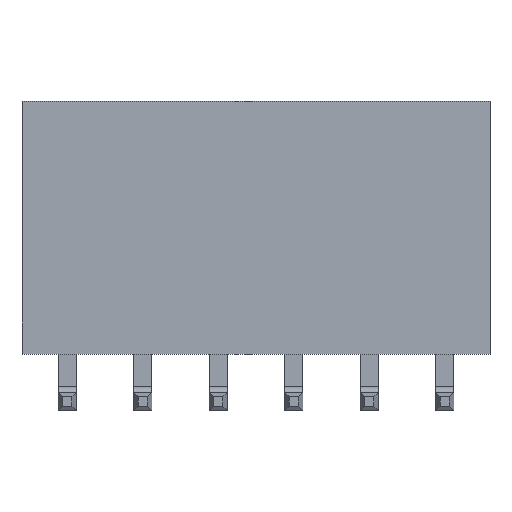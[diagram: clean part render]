
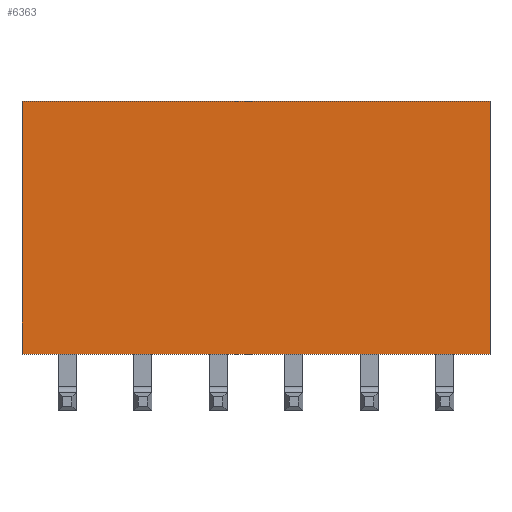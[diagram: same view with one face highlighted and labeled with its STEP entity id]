
A CAD part, top view. The second image highlights one B-rep face of the part: STEP entity #6363.
In plain terms, the highlighted planar face has unit normal (0, 0, 1).
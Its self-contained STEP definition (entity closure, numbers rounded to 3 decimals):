
#5019 = VERTEX_POINT('',#5020);
#5020 = CARTESIAN_POINT('',(15.748,8.509,1.27));
#5037 = VERTEX_POINT('',#5038);
#5038 = CARTESIAN_POINT('',(0.,8.509,1.27));
#5044 = EDGE_CURVE('',#5037,#5019,#5045,.T.);
#5045 = LINE('',#5046,#5047);
#5046 = CARTESIAN_POINT('',(0.,8.509,1.27));
#5047 = VECTOR('',#5048,1.);
#5048 = DIRECTION('',(1.,0.,0.));
#6337 = VERTEX_POINT('',#6338);
#6338 = CARTESIAN_POINT('',(15.748,0.,1.27));
#6344 = EDGE_CURVE('',#6345,#6337,#6347,.T.);
#6345 = VERTEX_POINT('',#6346);
#6346 = CARTESIAN_POINT('',(0.,0.,1.27));
#6347 = LINE('',#6348,#6349);
#6348 = CARTESIAN_POINT('',(0.,0.,1.27));
#6349 = VECTOR('',#6350,1.);
#6350 = DIRECTION('',(1.,0.,0.));
#6363 = ADVANCED_FACE('',(#6364),#6380,.T.);
#6364 = FACE_BOUND('',#6365,.T.);
#6365 = EDGE_LOOP('',(#6366,#6372,#6373,#6379));
#6366 = ORIENTED_EDGE('',*,*,#6367,.T.);
#6367 = EDGE_CURVE('',#6337,#5019,#6368,.T.);
#6368 = LINE('',#6369,#6370);
#6369 = CARTESIAN_POINT('',(15.748,8.509,1.27));
#6370 = VECTOR('',#6371,1.);
#6371 = DIRECTION('',(0.,1.,0.));
#6372 = ORIENTED_EDGE('',*,*,#5044,.F.);
#6373 = ORIENTED_EDGE('',*,*,#6374,.T.);
#6374 = EDGE_CURVE('',#5037,#6345,#6375,.T.);
#6375 = LINE('',#6376,#6377);
#6376 = CARTESIAN_POINT('',(0.,8.509,1.27));
#6377 = VECTOR('',#6378,1.);
#6378 = DIRECTION('',(0.,-1.,0.));
#6379 = ORIENTED_EDGE('',*,*,#6344,.T.);
#6380 = PLANE('',#6381);
#6381 = AXIS2_PLACEMENT_3D('',#6382,#6383,#6384);
#6382 = CARTESIAN_POINT('',(0.,4.255,1.27));
#6383 = DIRECTION('',(0.,0.,1.));
#6384 = DIRECTION('',(1.,0.,-0.));
